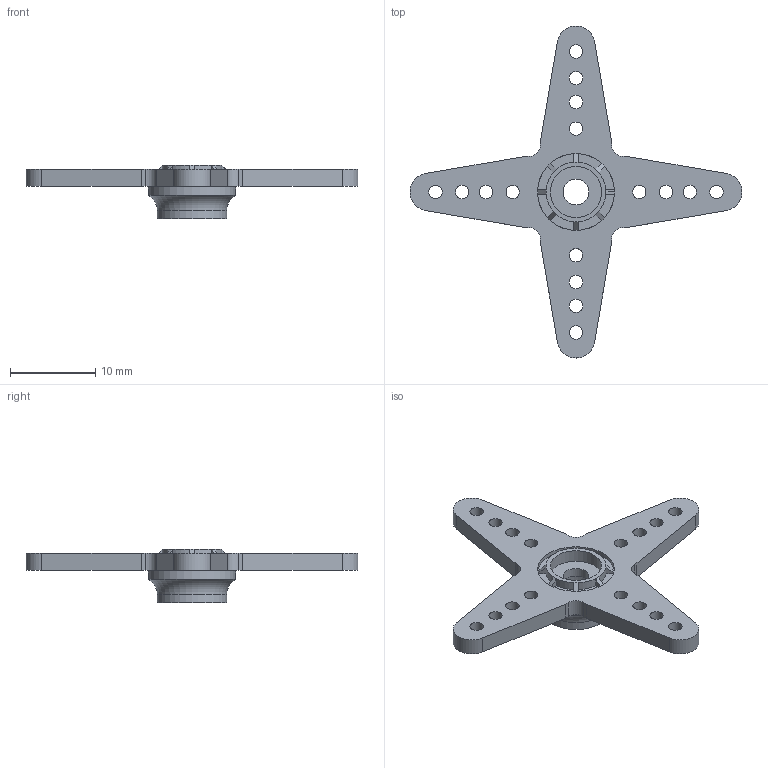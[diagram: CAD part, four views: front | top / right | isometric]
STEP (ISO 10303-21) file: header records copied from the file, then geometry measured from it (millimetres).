
FILE_DESCRIPTION(('FreeCAD Model'),'2;1');
FILE_NAME('Futaba3003-4-arms-horn.step','2014-08-03T19:45:38',('FreeCAD'),('FreeCAD'), 'Open CASCADE STEP processor 6.7','FreeCAD','Unknown');
FILE_SCHEMA(('AUTOMOTIVE_DESIGN_CC2 { 1 2 10303 214 -1 1 5 4 }'));
Length unit declared in the file: millimetre
Products named in the file (1): 4-arms-horn-final
Bounding box: 38.85 x 38.85 x 6.3 mm (x, y, z)
Volume: 941.3 mm3; surface area: 1485.6 mm2
Topology: 1 solids, 1 shells, 96 faces, 240 edges, 151 vertices
Faces by surface type: plane 47, cylinder 39, cone 9, torus 1
Full cylindrical faces by diameter (mm): 1.56 x16, 3 x1, 5.8 x1, 6 x1, 8.14 x1, 9 x1, 10 x1, 10.2 x1
Entity records: 6301 total; most frequent: CARTESIAN_POINT 1462, DIRECTION 926, ORIENTED_EDGE 480, PCURVE 480, DEFINITIONAL_REPRESENTATION 480, LINE 426, VECTOR 426, EDGE_CURVE 240
